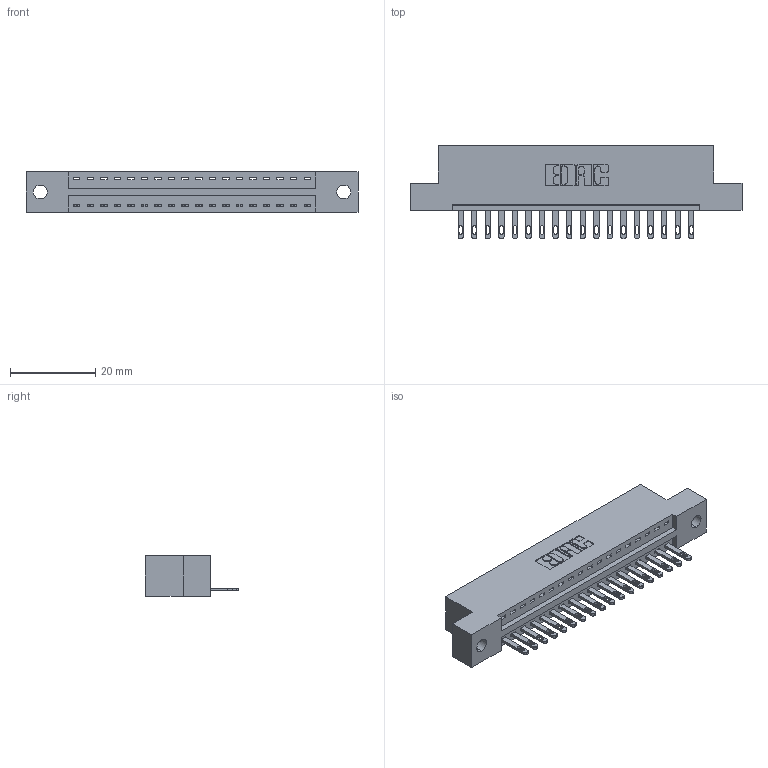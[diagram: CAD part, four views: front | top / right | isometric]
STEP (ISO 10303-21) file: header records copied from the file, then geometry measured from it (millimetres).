
FILE_DESCRIPTION (( 'STEP AP203' ), '1' );
FILE_NAME ('346-018-500-102.STEP', '2022-05-05T13:38:25', ( '' ), ( '' ), 'SwSTEP 2.0', 'SolidWorks 2020', '' );
FILE_SCHEMA (( 'CONFIG_CONTROL_DESIGN' ));
Length unit declared in the file: inch
Products named in the file (3): 346-018-500-102; 345-292-001_345-293-100; 346 Part_Flush Mounting Lugs - 0.128 Dia
Assembly tree (19 placements, depth 2):
  346-018-500-102
    346 Part_Flush Mounting Lugs - 0.128 Dia
    345-292-001_345-293-100  x18
Bounding box: 77.72 x 21.84 x 9.4 mm (x, y, z)
Volume: 7249 mm3; surface area: 8572 mm2
Topology: 19 solids, 19 shells, 1094 faces, 3353 edges, 2234 vertices
Faces by surface type: plane 688, cylinder 406
Entity records: 14335 total; most frequent: CARTESIAN_POINT 2470, ORIENTED_EDGE 2422, DIRECTION 2211, EDGE_CURVE 1211, LINE 1003, VECTOR 1003, VERTEX_POINT 806, AXIS2_PLACEMENT_3D 604
